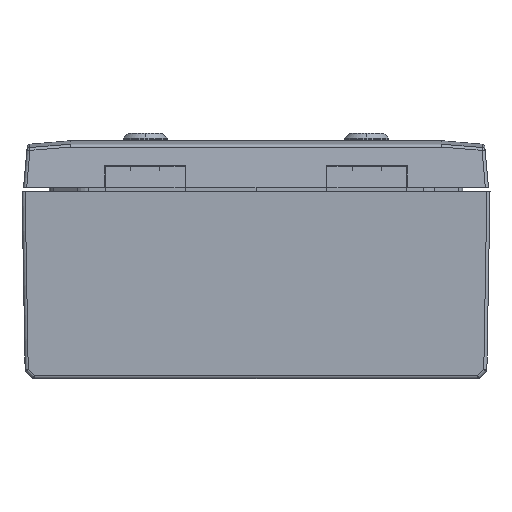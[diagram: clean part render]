
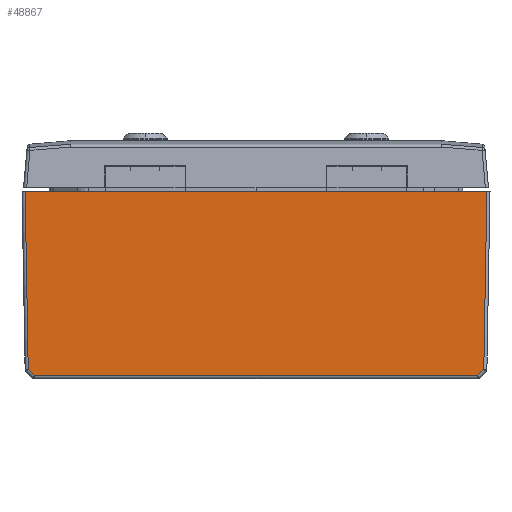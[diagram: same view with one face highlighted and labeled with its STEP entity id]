
A CAD part, left-side view. The second image highlights one B-rep face of the part: STEP entity #48867.
In plain terms, the highlighted face is planar.
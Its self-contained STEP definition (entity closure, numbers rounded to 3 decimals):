
#366 = AXIS2_PLACEMENT_3D ( 'NONE', #8324, #46728, #22606 ) ;
#3264 = EDGE_CURVE ( 'NONE', #8621, #25681, #39676, .T. ) ;
#3966 = CARTESIAN_POINT ( 'NONE',  ( 142.077, -197.94, -118.035 ) ) ;
#4241 = CARTESIAN_POINT ( 'NONE',  ( 146.009, -198.008, -114.103 ) ) ;
#4413 = CARTESIAN_POINT ( 'NONE',  ( -205.064, -199.039, -55.048 ) ) ;
#5163 = VECTOR ( 'NONE', #26878, 1000. ) ;
#5750 = EDGE_CURVE ( 'NONE', #50558, #53219, #26104, .T. ) ;
#7265 = VERTEX_POINT ( 'NONE', #18100 ) ;
#8324 = CARTESIAN_POINT ( 'NONE',  ( -150., -200., 0. ) ) ;
#8621 = VERTEX_POINT ( 'NONE', #12657 ) ;
#10133 = CARTESIAN_POINT ( 'NONE',  ( -148.001, -200.001, 0.035 ) ) ;
#11433 = CARTESIAN_POINT ( 'NONE',  ( -150., -200., 0. ) ) ;
#12657 = CARTESIAN_POINT ( 'NONE',  ( -148., -200., 0. ) ) ;
#14581 = LINE ( 'NONE', #4413, #23200 ) ;
#16810 = DIRECTION ( 'NONE',  ( 1., 0., 0. ) ) ;
#18100 = CARTESIAN_POINT ( 'NONE',  ( -142.077, -197.94, -118.035 ) ) ;
#20930 = VECTOR ( 'NONE', #56462, 1000. ) ;
#22310 = ORIENTED_EDGE ( 'NONE', *, *, #3264, .F. ) ;
#22456 = EDGE_CURVE ( 'NONE', #53219, #25681, #23363, .T. ) ;
#22515 = CARTESIAN_POINT ( 'NONE',  ( 148., -200., 0. ) ) ;
#22606 = DIRECTION ( 'NONE',  ( 0., 0.017, -1. ) ) ;
#23200 = VECTOR ( 'NONE', #23772, 1000. ) ;
#23363 = LINE ( 'NONE', #56682, #5163 ) ;
#23772 = DIRECTION ( 'NONE',  ( 0.707, 0.012, -0.707 ) ) ;
#25681 = VERTEX_POINT ( 'NONE', #22515 ) ;
#26104 = LINE ( 'NONE', #27034, #47986 ) ;
#26878 = DIRECTION ( 'NONE',  ( 0.017, -0.017, 1. ) ) ;
#27034 = CARTESIAN_POINT ( 'NONE',  ( 55.087, -196.421, -205.025 ) ) ;
#27268 = LINE ( 'NONE', #51374, #20930 ) ;
#32425 = CARTESIAN_POINT ( 'NONE',  ( -146.009, -198.008, -114.103 ) ) ;
#32427 = FACE_OUTER_BOUND ( 'NONE', #57311, .T. ) ;
#33929 = DIRECTION ( 'NONE',  ( 0.017, 0.017, -1. ) ) ;
#34232 = EDGE_CURVE ( 'NONE', #7265, #50558, #27268, .T. ) ;
#34234 = LINE ( 'NONE', #10133, #38487 ) ;
#37033 = ORIENTED_EDGE ( 'NONE', *, *, #5750, .T. ) ;
#38487 = VECTOR ( 'NONE', #33929, 1000. ) ;
#39676 = LINE ( 'NONE', #11433, #56873 ) ;
#41363 = ORIENTED_EDGE ( 'NONE', *, *, #57663, .T. ) ;
#42763 = ORIENTED_EDGE ( 'NONE', *, *, #22456, .T. ) ;
#46728 = DIRECTION ( 'NONE',  ( 0., -1., -0.017 ) ) ;
#47986 = VECTOR ( 'NONE', #56229, 1000. ) ;
#48824 = ORIENTED_EDGE ( 'NONE', *, *, #60045, .T. ) ;
#48867 = ADVANCED_FACE ( 'NONE', ( #32427 ), #55320, .T. ) ;
#50558 = VERTEX_POINT ( 'NONE', #3966 ) ;
#51374 = CARTESIAN_POINT ( 'NONE',  ( -150., -197.94, -118.035 ) ) ;
#53219 = VERTEX_POINT ( 'NONE', #4241 ) ;
#53996 = ORIENTED_EDGE ( 'NONE', *, *, #34232, .T. ) ;
#55320 = PLANE ( 'NONE',  #366 ) ;
#56229 = DIRECTION ( 'NONE',  ( 0.707, -0.012, 0.707 ) ) ;
#56283 = VERTEX_POINT ( 'NONE', #32425 ) ;
#56462 = DIRECTION ( 'NONE',  ( 1., 0., 0. ) ) ;
#56682 = CARTESIAN_POINT ( 'NONE',  ( 147.91, -199.909, -5.198 ) ) ;
#56873 = VECTOR ( 'NONE', #16810, 1000. ) ;
#57311 = EDGE_LOOP ( 'NONE', ( #37033, #42763, #22310, #48824, #41363, #53996 ) ) ;
#57663 = EDGE_CURVE ( 'NONE', #56283, #7265, #14581, .T. ) ;
#60045 = EDGE_CURVE ( 'NONE', #8621, #56283, #34234, .T. ) ;
